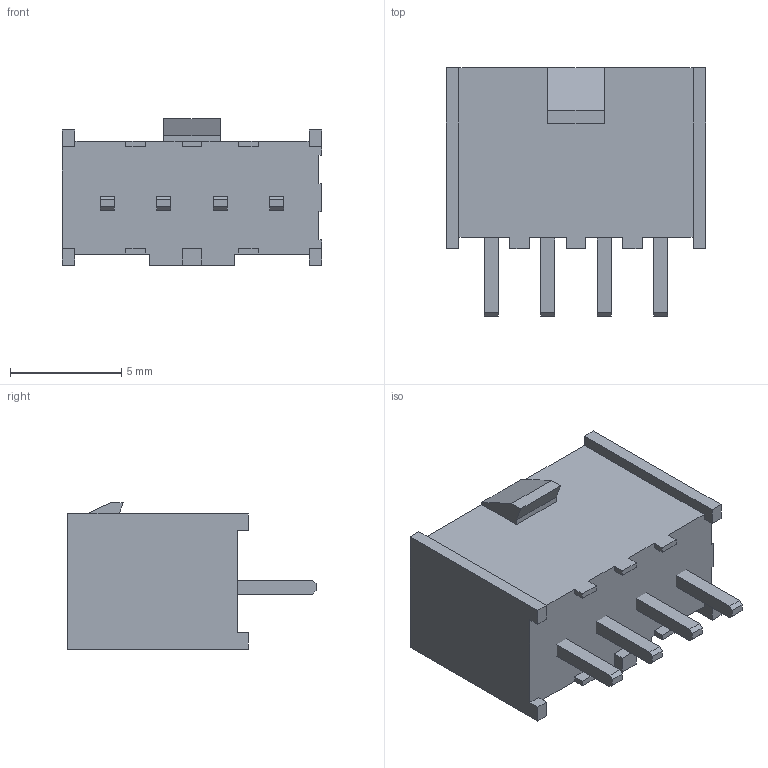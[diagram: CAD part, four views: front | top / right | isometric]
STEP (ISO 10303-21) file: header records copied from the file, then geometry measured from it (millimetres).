
FILE_DESCRIPTION(/* description */ ('STEP AP214'),/* implementation_level */ '2;1');
FILE_NAME(/* name */ 'IPL1-104-01-L-S-K',/* time_stamp */ '2022-09-15T20:31:46+02:00',/* author */ ('License CC BY-ND 4.0'),/* organization */ ('CADENAS'),/* preprocessor_version */ 'ST-DEVELOPER v18.102',/* originating_system */ 'PARTsolutions',/* authorisation */ ' ');
FILE_SCHEMA (('AUTOMOTIVE_DESIGN {1 0 10303 214 3 1 1}'));
Length unit declared in the file: inch
Products named in the file (3): IPL1-104-01-L-S-K; T-1S64-01-04-S; IPL1-104-01-S-K_HDR
Assembly tree (2 placements, depth 2):
  IPL1-104-01-L-S-K
    T-1S64-01-04-S
    IPL1-104-01-S-K_HDR
Bounding box: 11.68 x 11.18 x 6.6 mm (x, y, z)
Volume: 346.2 mm3; surface area: 784.6 mm2
Topology: 2 solids, 2 shells, 136 faces, 390 edges, 260 vertices
Faces by surface type: plane 136
Entity records: 4432 total; most frequent: CARTESIAN_POINT 789, ORIENTED_EDGE 780, DIRECTION 668, EDGE_CURVE 390, LINE 390, VECTOR 390, VERTEX_POINT 260, AXIS2_PLACEMENT_3D 139
